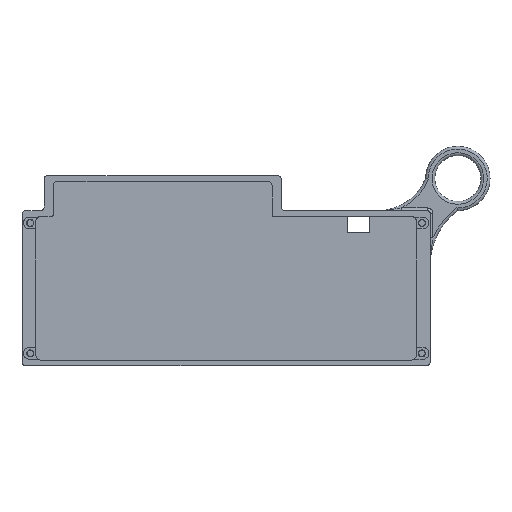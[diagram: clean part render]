
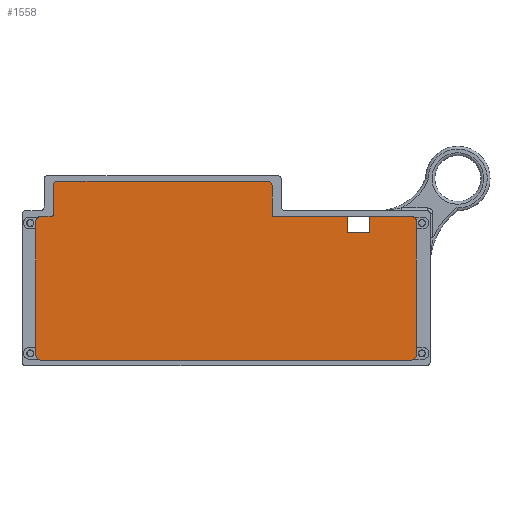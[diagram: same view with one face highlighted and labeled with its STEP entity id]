
A CAD part, top view. The second image highlights one B-rep face of the part: STEP entity #1558.
In plain terms, the highlighted planar face has unit normal (0, 0, 1).
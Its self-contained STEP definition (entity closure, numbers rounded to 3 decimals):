
#65=PLANE('',#1715);
#142=FACE_OUTER_BOUND('',#238,.T.);
#238=EDGE_LOOP('',(#1289,#1290,#1291,#1292,#1293,#1294,#1295,#1296,#1297,
#1298,#1299,#1300,#1301,#1302,#1303,#1304,#1305,#1306,#1307,#1308));
#340=LINE('',#2667,#478);
#354=LINE('',#2696,#492);
#358=LINE('',#2704,#496);
#360=LINE('',#2708,#498);
#361=LINE('',#2712,#499);
#362=LINE('',#2716,#500);
#363=LINE('',#2720,#501);
#364=LINE('',#2724,#502);
#365=LINE('',#2728,#503);
#366=LINE('',#2732,#504);
#367=LINE('',#2736,#505);
#368=LINE('',#2739,#506);
#478=VECTOR('',#2043,10.);
#492=VECTOR('',#2085,10.);
#496=VECTOR('',#2093,10.);
#498=VECTOR('',#2097,10.);
#499=VECTOR('',#2100,10.);
#500=VECTOR('',#2103,10.);
#501=VECTOR('',#2106,10.);
#502=VECTOR('',#2109,10.);
#503=VECTOR('',#2112,10.);
#504=VECTOR('',#2115,10.);
#505=VECTOR('',#2118,10.);
#506=VECTOR('',#2121,10.);
#617=CIRCLE('',#1716,1.173);
#618=CIRCLE('',#1717,2.5);
#619=CIRCLE('',#1718,2.5);
#620=CIRCLE('',#1719,1.173);
#621=CIRCLE('',#1720,3.);
#622=CIRCLE('',#1721,3.);
#623=CIRCLE('',#1722,3.);
#624=CIRCLE('',#1723,3.);
#740=VERTEX_POINT('',#2664);
#741=VERTEX_POINT('',#2666);
#742=VERTEX_POINT('',#2695);
#744=VERTEX_POINT('',#2703);
#745=VERTEX_POINT('',#2707);
#746=VERTEX_POINT('',#2709);
#747=VERTEX_POINT('',#2711);
#748=VERTEX_POINT('',#2713);
#749=VERTEX_POINT('',#2715);
#750=VERTEX_POINT('',#2717);
#751=VERTEX_POINT('',#2719);
#752=VERTEX_POINT('',#2721);
#753=VERTEX_POINT('',#2723);
#754=VERTEX_POINT('',#2725);
#755=VERTEX_POINT('',#2727);
#756=VERTEX_POINT('',#2729);
#757=VERTEX_POINT('',#2731);
#758=VERTEX_POINT('',#2733);
#759=VERTEX_POINT('',#2735);
#760=VERTEX_POINT('',#2737);
#920=EDGE_CURVE('',#741,#740,#340,.T.);
#934=EDGE_CURVE('',#742,#741,#354,.T.);
#938=EDGE_CURVE('',#744,#742,#358,.T.);
#940=EDGE_CURVE('',#745,#740,#360,.T.);
#941=EDGE_CURVE('',#746,#745,#617,.T.);
#942=EDGE_CURVE('',#747,#746,#361,.T.);
#943=EDGE_CURVE('',#748,#747,#618,.T.);
#944=EDGE_CURVE('',#749,#748,#362,.T.);
#945=EDGE_CURVE('',#750,#749,#619,.T.);
#946=EDGE_CURVE('',#751,#750,#363,.T.);
#947=EDGE_CURVE('',#752,#751,#620,.T.);
#948=EDGE_CURVE('',#753,#752,#364,.T.);
#949=EDGE_CURVE('',#754,#753,#621,.T.);
#950=EDGE_CURVE('',#755,#754,#365,.T.);
#951=EDGE_CURVE('',#756,#755,#622,.T.);
#952=EDGE_CURVE('',#757,#756,#366,.T.);
#953=EDGE_CURVE('',#758,#757,#623,.T.);
#954=EDGE_CURVE('',#759,#758,#367,.T.);
#955=EDGE_CURVE('',#760,#759,#624,.T.);
#956=EDGE_CURVE('',#744,#760,#368,.T.);
#1289=ORIENTED_EDGE('',*,*,#938,.T.);
#1290=ORIENTED_EDGE('',*,*,#934,.T.);
#1291=ORIENTED_EDGE('',*,*,#920,.T.);
#1292=ORIENTED_EDGE('',*,*,#940,.F.);
#1293=ORIENTED_EDGE('',*,*,#941,.F.);
#1294=ORIENTED_EDGE('',*,*,#942,.F.);
#1295=ORIENTED_EDGE('',*,*,#943,.F.);
#1296=ORIENTED_EDGE('',*,*,#944,.F.);
#1297=ORIENTED_EDGE('',*,*,#945,.F.);
#1298=ORIENTED_EDGE('',*,*,#946,.F.);
#1299=ORIENTED_EDGE('',*,*,#947,.F.);
#1300=ORIENTED_EDGE('',*,*,#948,.F.);
#1301=ORIENTED_EDGE('',*,*,#949,.F.);
#1302=ORIENTED_EDGE('',*,*,#950,.F.);
#1303=ORIENTED_EDGE('',*,*,#951,.F.);
#1304=ORIENTED_EDGE('',*,*,#952,.F.);
#1305=ORIENTED_EDGE('',*,*,#953,.F.);
#1306=ORIENTED_EDGE('',*,*,#954,.F.);
#1307=ORIENTED_EDGE('',*,*,#955,.F.);
#1308=ORIENTED_EDGE('',*,*,#956,.F.);
#1558=ADVANCED_FACE('',(#142),#65,.T.);
#1715=AXIS2_PLACEMENT_3D('',#2706,#2095,#2096);
#1716=AXIS2_PLACEMENT_3D('',#2710,#2098,#2099);
#1717=AXIS2_PLACEMENT_3D('',#2714,#2101,#2102);
#1718=AXIS2_PLACEMENT_3D('',#2718,#2104,#2105);
#1719=AXIS2_PLACEMENT_3D('',#2722,#2107,#2108);
#1720=AXIS2_PLACEMENT_3D('',#2726,#2110,#2111);
#1721=AXIS2_PLACEMENT_3D('',#2730,#2113,#2114);
#1722=AXIS2_PLACEMENT_3D('',#2734,#2116,#2117);
#1723=AXIS2_PLACEMENT_3D('',#2738,#2119,#2120);
#2043=DIRECTION('',(0.,1.,0.));
#2085=DIRECTION('',(-1.,0.,0.));
#2093=DIRECTION('',(0.,-1.,0.));
#2095=DIRECTION('center_axis',(0.,0.,1.));
#2096=DIRECTION('ref_axis',(1.,0.,0.));
#2097=DIRECTION('',(1.,0.,0.));
#2098=DIRECTION('center_axis',(0.,0.,1.));
#2099=DIRECTION('ref_axis',(-1.,0.,0.));
#2100=DIRECTION('',(0.,-1.,0.));
#2101=DIRECTION('center_axis',(0.,0.,-1.));
#2102=DIRECTION('ref_axis',(1.,0.,0.));
#2103=DIRECTION('',(1.,0.,0.));
#2104=DIRECTION('center_axis',(0.,0.,-1.));
#2105=DIRECTION('ref_axis',(0.,1.,0.));
#2106=DIRECTION('',(0.,1.,0.));
#2107=DIRECTION('center_axis',(0.,0.,1.));
#2108=DIRECTION('ref_axis',(0.523,-0.852,0.));
#2109=DIRECTION('',(1.,0.,0.));
#2110=DIRECTION('center_axis',(0.,0.,-1.));
#2111=DIRECTION('ref_axis',(0.,1.,0.));
#2112=DIRECTION('',(0.,1.,0.));
#2113=DIRECTION('center_axis',(0.,0.,-1.));
#2114=DIRECTION('ref_axis',(-1.,0.,0.));
#2115=DIRECTION('',(-1.,0.,0.));
#2116=DIRECTION('center_axis',(0.,0.,-1.));
#2117=DIRECTION('ref_axis',(0.,-1.,0.));
#2118=DIRECTION('',(0.,-1.,0.));
#2119=DIRECTION('center_axis',(0.,0.,-1.));
#2120=DIRECTION('ref_axis',(1.,0.,0.));
#2121=DIRECTION('',(1.,0.,0.));
#2664=CARTESIAN_POINT('',(168.317,-18.05,-11.6));
#2666=CARTESIAN_POINT('',(168.317,-27.05,-11.6));
#2667=CARTESIAN_POINT('',(168.317,-31.338,-11.6));
#2695=CARTESIAN_POINT('',(180.557,-27.05,-11.6));
#2696=CARTESIAN_POINT('',(138.415,-27.05,-11.6));
#2703=CARTESIAN_POINT('',(180.557,-18.05,-11.6));
#2704=CARTESIAN_POINT('',(180.557,-31.338,-11.6));
#2706=CARTESIAN_POINT('Origin',(102.394,-47.625,-11.6));
#2707=CARTESIAN_POINT('',(127.91,-18.05,-11.6));
#2708=CARTESIAN_POINT('',(202.788,-18.05,-11.6));
#2709=CARTESIAN_POINT('',(127.35,-17.05,-11.6));
#2710=CARTESIAN_POINT('Origin',(128.523,-17.05,-11.6));
#2711=CARTESIAN_POINT('',(127.35,-1.5,-11.6));
#2712=CARTESIAN_POINT('',(127.35,-17.05,-11.6));
#2713=CARTESIAN_POINT('',(124.85,1.,-11.6));
#2714=CARTESIAN_POINT('Origin',(124.85,-1.5,-11.6));
#2715=CARTESIAN_POINT('',(11.025,1.,-11.6));
#2716=CARTESIAN_POINT('',(124.85,1.,-11.6));
#2717=CARTESIAN_POINT('',(8.525,-1.5,-11.6));
#2718=CARTESIAN_POINT('Origin',(11.025,-1.5,-11.6));
#2719=CARTESIAN_POINT('',(8.525,-17.05,-11.6));
#2720=CARTESIAN_POINT('',(8.525,-1.5,-11.6));
#2721=CARTESIAN_POINT('',(7.965,-18.05,-11.6));
#2722=CARTESIAN_POINT('Origin',(7.352,-17.05,-11.6));
#2723=CARTESIAN_POINT('',(2.,-18.05,-11.6));
#2724=CARTESIAN_POINT('',(7.965,-18.05,-11.6));
#2725=CARTESIAN_POINT('',(-1.,-21.05,-11.6));
#2726=CARTESIAN_POINT('Origin',(2.,-21.05,-11.6));
#2727=CARTESIAN_POINT('',(-1.,-93.25,-11.6));
#2728=CARTESIAN_POINT('',(-1.,-93.25,-11.6));
#2729=CARTESIAN_POINT('',(2.,-96.25,-11.6));
#2730=CARTESIAN_POINT('Origin',(2.,-93.25,-11.6));
#2731=CARTESIAN_POINT('',(202.788,-96.25,-11.6));
#2732=CARTESIAN_POINT('',(202.788,-96.25,-11.6));
#2733=CARTESIAN_POINT('',(205.788,-93.25,-11.6));
#2734=CARTESIAN_POINT('Origin',(202.788,-93.25,-11.6));
#2735=CARTESIAN_POINT('',(205.788,-21.05,-11.6));
#2736=CARTESIAN_POINT('',(205.788,-93.25,-11.6));
#2737=CARTESIAN_POINT('',(202.788,-18.05,-11.6));
#2738=CARTESIAN_POINT('Origin',(202.788,-21.05,-11.6));
#2739=CARTESIAN_POINT('',(202.788,-18.05,-11.6));
